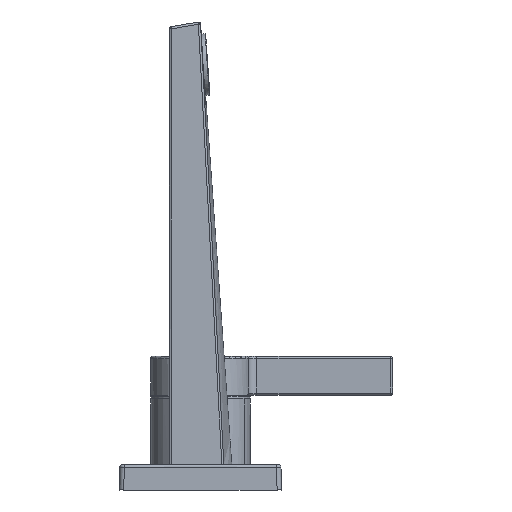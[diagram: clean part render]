
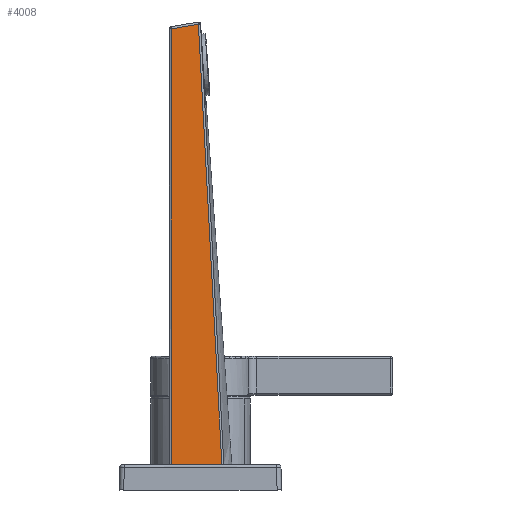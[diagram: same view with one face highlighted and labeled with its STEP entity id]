
A CAD part, left-side view. The second image highlights one B-rep face of the part: STEP entity #4008.
In plain terms, the highlighted planar face has unit normal (-1, 0, 0.01).
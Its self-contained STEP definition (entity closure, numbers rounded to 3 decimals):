
#51 = CARTESIAN_POINT ( 'NONE',  ( -120., 1.798, 12. ) ) ;
#64 = VERTEX_POINT ( 'NONE', #1932 ) ;
#729 = AXIS2_PLACEMENT_3D ( 'NONE', #2127, #2074, #2062 ) ;
#779 = VERTEX_POINT ( 'NONE', #2302 ) ;
#1055 = VERTEX_POINT ( 'NONE', #1322 ) ;
#1224 = ORIENTED_EDGE ( 'NONE', *, *, #2140, .T. ) ;
#1322 = CARTESIAN_POINT ( 'NONE',  ( -120., -9.904, 12. ) ) ;
#1761 = B_SPLINE_CURVE_WITH_KNOTS ( 'NONE', 5,
 ( #2569, #3770, #2545, #2536, #2520, #2507, #2499, #2490, #2470 ),
 .UNSPECIFIED., .F., .F.,
 ( 6, 3, 6 ),
 ( -348.705, -291.885, -59.745 ),
 .UNSPECIFIED. ) ;
#1839 = EDGE_CURVE ( 'NONE', #779, #64, #3198, .T. ) ;
#1932 = CARTESIAN_POINT ( 'NONE',  ( -118.033, 13.5, 213.614 ) ) ;
#2062 = DIRECTION ( 'NONE',  ( 0., 1., 0. ) ) ;
#2074 = DIRECTION ( 'NONE',  ( 1., 0., -0.01 ) ) ;
#2105 = EDGE_CURVE ( 'NONE', #1055, #779, #4170, .T. ) ;
#2127 = CARTESIAN_POINT ( 'NONE',  ( -119., 4.605, 114.5 ) ) ;
#2140 = EDGE_CURVE ( 'NONE', #1055, #3913, #1761, .T. ) ;
#2148 = EDGE_CURVE ( 'NONE', #64, #3913, #3421, .T. ) ;
#2160 = ORIENTED_EDGE ( 'NONE', *, *, #2105, .F. ) ;
#2233 = ORIENTED_EDGE ( 'NONE', *, *, #2148, .F. ) ;
#2267 = CARTESIAN_POINT ( 'NONE',  ( -118.011, 0.938, 215.829 ) ) ;
#2292 = ORIENTED_EDGE ( 'NONE', *, *, #1839, .F. ) ;
#2302 = CARTESIAN_POINT ( 'NONE',  ( -120., 13.5, 12. ) ) ;
#2470 = CARTESIAN_POINT ( 'NONE',  ( -118.011, 0.938, 215.829 ) ) ;
#2484 = CARTESIAN_POINT ( 'NONE',  ( -118.022, 7.219, 214.721 ) ) ;
#2490 = CARTESIAN_POINT ( 'NONE',  ( -118.331, -0.819, 183.074 ) ) ;
#2499 = CARTESIAN_POINT ( 'NONE',  ( -118.65, -2.568, 150.36 ) ) ;
#2507 = CARTESIAN_POINT ( 'NONE',  ( -118.969, -4.307, 117.69 ) ) ;
#2520 = CARTESIAN_POINT ( 'NONE',  ( -119.367, -6.474, 76.881 ) ) ;
#2536 = CARTESIAN_POINT ( 'NONE',  ( -119.765, -8.632, 36.073 ) ) ;
#2545 = CARTESIAN_POINT ( 'NONE',  ( -119.843, -9.056, 28.049 ) ) ;
#2569 = CARTESIAN_POINT ( 'NONE',  ( -120., -9.904, 12. ) ) ;
#2604 = DIRECTION ( 'NONE',  ( 0.002, -0.985, 0.174 ) ) ;
#2624 = DIRECTION ( 'NONE',  ( 0., 1., 0. ) ) ;
#2683 = EDGE_LOOP ( 'NONE', ( #2160, #1224, #2233, #2292 ) ) ;
#3198 = LINE ( 'NONE', #4156, #4252 ) ;
#3372 = VECTOR ( 'NONE', #2624, 1000. ) ;
#3421 = LINE ( 'NONE', #2484, #4694 ) ;
#3770 = CARTESIAN_POINT ( 'NONE',  ( -119.922, -9.48, 20.024 ) ) ;
#3913 = VERTEX_POINT ( 'NONE', #2267 ) ;
#3981 = DIRECTION ( 'NONE',  ( 0.01, 0., 1. ) ) ;
#4008 = ADVANCED_FACE ( 'NONE', ( #4537 ), #4587, .F. ) ;
#4156 = CARTESIAN_POINT ( 'NONE',  ( -119.034, 13.5, 111.001 ) ) ;
#4170 = LINE ( 'NONE', #51, #3372 ) ;
#4252 = VECTOR ( 'NONE', #3981, 1000. ) ;
#4537 = FACE_OUTER_BOUND ( 'NONE', #2683, .T. ) ;
#4587 = PLANE ( 'NONE',  #729 ) ;
#4694 = VECTOR ( 'NONE', #2604, 1000. ) ;
